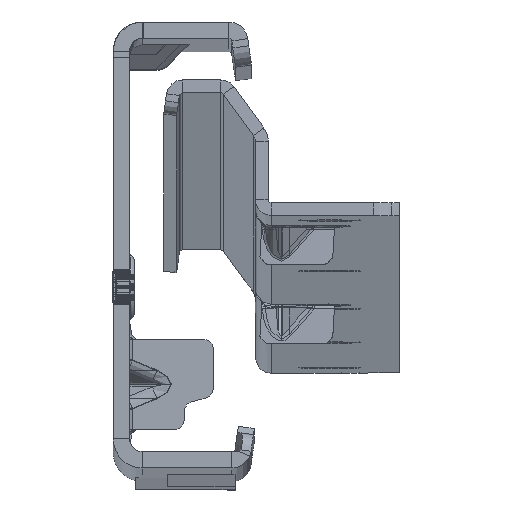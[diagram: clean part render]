
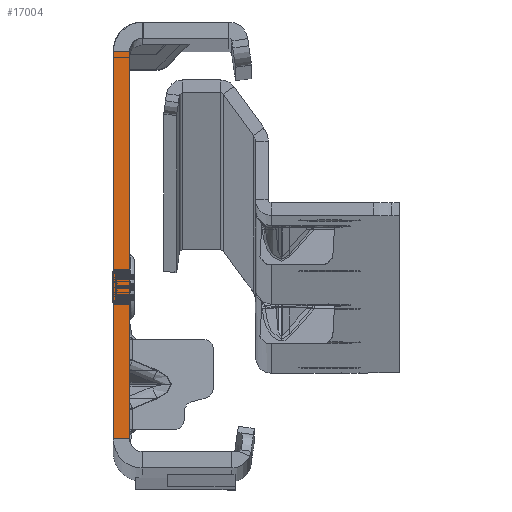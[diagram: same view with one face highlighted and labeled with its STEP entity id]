
A CAD part, top view. The second image highlights one B-rep face of the part: STEP entity #17004.
In plain terms, the highlighted planar face has unit normal (0, 0, 1).
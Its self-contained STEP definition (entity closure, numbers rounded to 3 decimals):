
#1826 = DIRECTION ( 'NONE',  ( 1., 0., 0. ) ) ;
#2078 = LINE ( 'NONE', #11886, #24569 ) ;
#3012 = EDGE_CURVE ( 'NONE', #22123, #21593, #2078, .T. ) ;
#3135 = LINE ( 'NONE', #24032, #6262 ) ;
#3619 = PLANE ( 'NONE',  #15106 ) ;
#4116 = ORIENTED_EDGE ( 'NONE', *, *, #22114, .T. ) ;
#5155 = CARTESIAN_POINT ( 'NONE',  ( 0., -30., 0. ) ) ;
#5737 = VERTEX_POINT ( 'NONE', #23433 ) ;
#6133 = EDGE_LOOP ( 'NONE', ( #9327, #7965, #4116, #6764 ) ) ;
#6262 = VECTOR ( 'NONE', #7023, 1000. ) ;
#6764 = ORIENTED_EDGE ( 'NONE', *, *, #3012, .F. ) ;
#7023 = DIRECTION ( 'NONE',  ( 0., -1., 0. ) ) ;
#7855 = FACE_OUTER_BOUND ( 'NONE', #6133, .T. ) ;
#7965 = ORIENTED_EDGE ( 'NONE', *, *, #16117, .T. ) ;
#9327 = ORIENTED_EDGE ( 'NONE', *, *, #23366, .F. ) ;
#11886 = CARTESIAN_POINT ( 'NONE',  ( 0., -30., 0. ) ) ;
#12343 = VECTOR ( 'NONE', #14431, 1000. ) ;
#12412 = CARTESIAN_POINT ( 'NONE',  ( 0., -32., 0. ) ) ;
#12507 = DIRECTION ( 'NONE',  ( -1., 0., 0. ) ) ;
#13286 = CARTESIAN_POINT ( 'NONE',  ( -2.5, -32., 0. ) ) ;
#13408 = DIRECTION ( 'NONE',  ( 0., 0., 1. ) ) ;
#14431 = DIRECTION ( 'NONE',  ( 0., -1., 0. ) ) ;
#14652 = LINE ( 'NONE', #21951, #16678 ) ;
#15106 = AXIS2_PLACEMENT_3D ( 'NONE', #13286, #13408, #1826 ) ;
#15427 = DIRECTION ( 'NONE',  ( -1., 0., 0. ) ) ;
#16117 = EDGE_CURVE ( 'NONE', #5737, #24111, #14652, .T. ) ;
#16678 = VECTOR ( 'NONE', #12507, 1000. ) ;
#17004 = ADVANCED_FACE ( 'NONE', ( #7855 ), #3619, .T. ) ;
#17826 = CARTESIAN_POINT ( 'NONE',  ( -2.5, -30., 0. ) ) ;
#18083 = LINE ( 'NONE', #12412, #12343 ) ;
#18529 = CARTESIAN_POINT ( 'NONE',  ( -2.5, 30., 0. ) ) ;
#21593 = VERTEX_POINT ( 'NONE', #17826 ) ;
#21951 = CARTESIAN_POINT ( 'NONE',  ( 0., 30., 0. ) ) ;
#22114 = EDGE_CURVE ( 'NONE', #24111, #21593, #3135, .T. ) ;
#22123 = VERTEX_POINT ( 'NONE', #5155 ) ;
#23366 = EDGE_CURVE ( 'NONE', #5737, #22123, #18083, .T. ) ;
#23433 = CARTESIAN_POINT ( 'NONE',  ( 0., 30., 0. ) ) ;
#24032 = CARTESIAN_POINT ( 'NONE',  ( -2.5, -32., 0. ) ) ;
#24111 = VERTEX_POINT ( 'NONE', #18529 ) ;
#24569 = VECTOR ( 'NONE', #15427, 1000. ) ;
